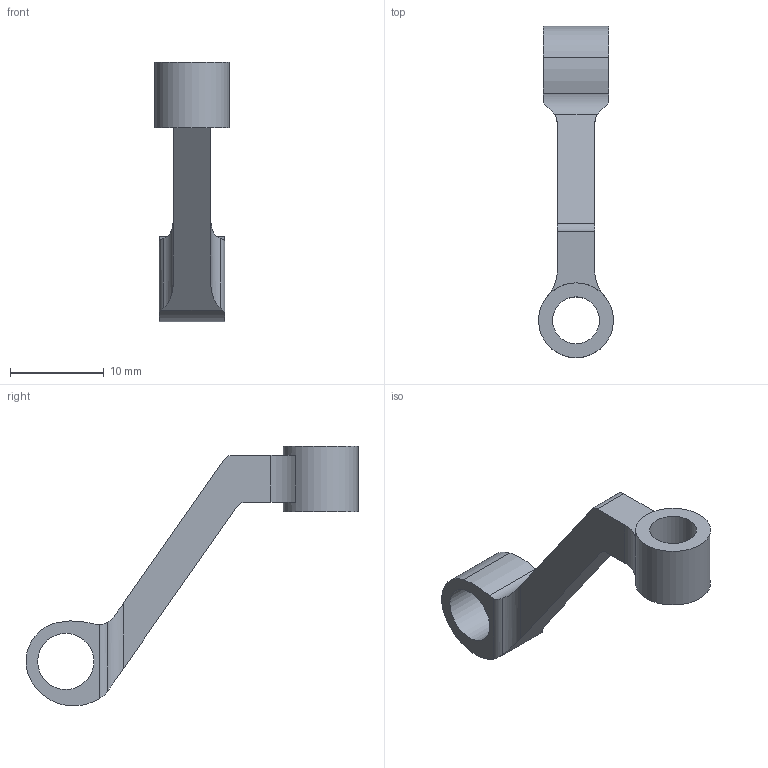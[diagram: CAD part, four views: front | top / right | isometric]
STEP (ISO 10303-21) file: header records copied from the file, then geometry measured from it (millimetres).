
FILE_DESCRIPTION(('STEP AP242'), '1');
FILE_NAME('Êðåïëåíèå RX àíòåííû_v20', '', ('UNSPECIFIED'), ('UNSPECIFIED'), 'C3D Converter', 'C3D Toolkit', '');
FILE_SCHEMA(('AP242_MANAGED_MODEL_BASED_3D_ENGINEERING_MIM_LF { 1 0 10303 442 1 1 4 }'));
Length unit declared in the file: millimetre
Products named in the file (1): МПСТ.00.00.20
Bounding box: 8 x 35.46 x 27.74 mm (x, y, z)
Volume: 980.8 mm3; surface area: 1182.3 mm2
Topology: 1 solids, 1 shells, 25 faces, 66 edges, 44 vertices
Faces by surface type: cylinder 15, plane 10
Full cylindrical faces by diameter (mm): 5 x1, 6 x1, 8 x1
Entity records: 1134 total; most frequent: CARTESIAN_POINT 285, DIRECTION 127, ORIENTED_EDGE 126, EDGE_CURVE 63, AXIS2_PLACEMENT_3D 50, VERTEX_POINT 44, EDGE_LOOP 33, FACE_BOUND 27
